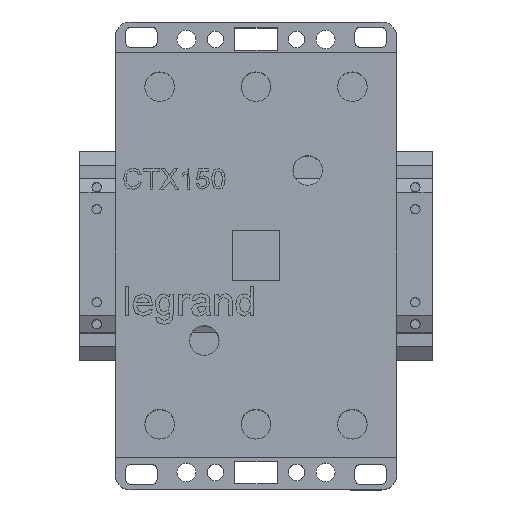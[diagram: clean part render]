
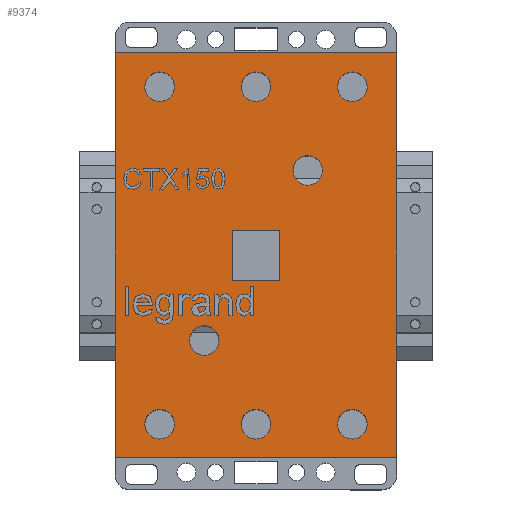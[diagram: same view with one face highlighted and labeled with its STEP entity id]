
A CAD part, top view. The second image highlights one B-rep face of the part: STEP entity #9374.
In plain terms, the highlighted planar face has unit normal (0, 0, 1).
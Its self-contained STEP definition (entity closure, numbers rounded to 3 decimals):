
#143=FACE_BOUND('',#1603,.T.);
#144=FACE_BOUND('',#1604,.T.);
#145=FACE_BOUND('',#1605,.T.);
#146=FACE_BOUND('',#1606,.T.);
#147=FACE_BOUND('',#1607,.T.);
#148=FACE_BOUND('',#1608,.T.);
#149=FACE_BOUND('',#1609,.T.);
#150=FACE_BOUND('',#1610,.T.);
#151=FACE_BOUND('',#1611,.T.);
#552=PLANE('',#10063);
#1037=FACE_OUTER_BOUND('',#1602,.T.);
#1602=EDGE_LOOP('',(#8782,#8783,#8784,#8785));
#1603=EDGE_LOOP('',(#8786,#8787));
#1604=EDGE_LOOP('',(#8788,#8789));
#1605=EDGE_LOOP('',(#8790,#8791));
#1606=EDGE_LOOP('',(#8792,#8793));
#1607=EDGE_LOOP('',(#8794,#8795));
#1608=EDGE_LOOP('',(#8796,#8797));
#1609=EDGE_LOOP('',(#8798,#8799,#8800,#8801));
#1610=EDGE_LOOP('',(#8802,#8803));
#1611=EDGE_LOOP('',(#8804,#8805));
#2480=LINE('',#14594,#3610);
#2484=LINE('',#14602,#3614);
#2487=LINE('',#14608,#3617);
#2490=LINE('',#14613,#3620);
#2728=LINE('',#15142,#3858);
#2733=LINE('',#15151,#3863);
#2736=LINE('',#15161,#3866);
#2740=LINE('',#15167,#3870);
#3610=VECTOR('',#11991,304.8);
#3614=VECTOR('',#11997,304.8);
#3617=VECTOR('',#12002,304.8);
#3620=VECTOR('',#12007,304.8);
#3858=VECTOR('',#12479,304.8);
#3863=VECTOR('',#12486,304.8);
#3866=VECTOR('',#12499,304.8);
#3870=VECTOR('',#12505,304.8);
#4000=CIRCLE('',#9918,5.);
#4002=CIRCLE('',#9922,5.);
#4004=CIRCLE('',#9926,5.);
#4006=CIRCLE('',#9930,5.);
#4008=CIRCLE('',#9938,5.);
#4010=CIRCLE('',#9941,5.);
#4012=CIRCLE('',#9944,5.);
#4014=CIRCLE('',#9947,5.);
#4016=CIRCLE('',#9950,5.);
#4018=CIRCLE('',#9953,5.);
#4020=CIRCLE('',#9956,5.);
#4022=CIRCLE('',#9959,5.);
#4024=CIRCLE('',#9962,5.);
#4026=CIRCLE('',#9965,5.);
#4028=CIRCLE('',#9968,5.);
#4030=CIRCLE('',#9971,5.);
#4696=VERTEX_POINT('',#14552);
#4697=VERTEX_POINT('',#14553);
#4704=VERTEX_POINT('',#14572);
#4705=VERTEX_POINT('',#14573);
#4712=VERTEX_POINT('',#14592);
#4713=VERTEX_POINT('',#14593);
#4716=VERTEX_POINT('',#14601);
#4718=VERTEX_POINT('',#14607);
#4720=VERTEX_POINT('',#14616);
#4721=VERTEX_POINT('',#14617);
#4724=VERTEX_POINT('',#14628);
#4725=VERTEX_POINT('',#14629);
#4728=VERTEX_POINT('',#14640);
#4729=VERTEX_POINT('',#14641);
#4732=VERTEX_POINT('',#14652);
#4733=VERTEX_POINT('',#14653);
#4736=VERTEX_POINT('',#14664);
#4737=VERTEX_POINT('',#14665);
#4740=VERTEX_POINT('',#14676);
#4741=VERTEX_POINT('',#14677);
#4892=VERTEX_POINT('',#15140);
#4893=VERTEX_POINT('',#15141);
#4896=VERTEX_POINT('',#15150);
#4898=VERTEX_POINT('',#15160);
#5896=EDGE_CURVE('',#4696,#4697,#4000,.T.);
#5902=EDGE_CURVE('',#4697,#4696,#4002,.T.);
#5906=EDGE_CURVE('',#4704,#4705,#4004,.T.);
#5912=EDGE_CURVE('',#4705,#4704,#4006,.T.);
#5916=EDGE_CURVE('',#4712,#4713,#2480,.T.);
#5920=EDGE_CURVE('',#4716,#4712,#2484,.T.);
#5923=EDGE_CURVE('',#4718,#4716,#2487,.T.);
#5926=EDGE_CURVE('',#4713,#4718,#2490,.T.);
#5928=EDGE_CURVE('',#4720,#4721,#4008,.T.);
#5932=EDGE_CURVE('',#4721,#4720,#4010,.T.);
#5934=EDGE_CURVE('',#4724,#4725,#4012,.T.);
#5938=EDGE_CURVE('',#4725,#4724,#4014,.T.);
#5940=EDGE_CURVE('',#4728,#4729,#4016,.T.);
#5944=EDGE_CURVE('',#4729,#4728,#4018,.T.);
#5946=EDGE_CURVE('',#4732,#4733,#4020,.T.);
#5950=EDGE_CURVE('',#4733,#4732,#4022,.T.);
#5952=EDGE_CURVE('',#4736,#4737,#4024,.T.);
#5956=EDGE_CURVE('',#4737,#4736,#4026,.T.);
#5958=EDGE_CURVE('',#4740,#4741,#4028,.T.);
#5962=EDGE_CURVE('',#4741,#4740,#4030,.T.);
#6188=EDGE_CURVE('',#4892,#4893,#2728,.T.);
#6193=EDGE_CURVE('',#4896,#4892,#2733,.T.);
#6196=EDGE_CURVE('',#4898,#4896,#2736,.T.);
#6200=EDGE_CURVE('',#4893,#4898,#2740,.T.);
#8782=ORIENTED_EDGE('',*,*,#6200,.T.);
#8783=ORIENTED_EDGE('',*,*,#6196,.T.);
#8784=ORIENTED_EDGE('',*,*,#6193,.T.);
#8785=ORIENTED_EDGE('',*,*,#6188,.T.);
#8786=ORIENTED_EDGE('',*,*,#5962,.T.);
#8787=ORIENTED_EDGE('',*,*,#5958,.T.);
#8788=ORIENTED_EDGE('',*,*,#5956,.T.);
#8789=ORIENTED_EDGE('',*,*,#5952,.T.);
#8790=ORIENTED_EDGE('',*,*,#5950,.T.);
#8791=ORIENTED_EDGE('',*,*,#5946,.T.);
#8792=ORIENTED_EDGE('',*,*,#5944,.T.);
#8793=ORIENTED_EDGE('',*,*,#5940,.T.);
#8794=ORIENTED_EDGE('',*,*,#5938,.T.);
#8795=ORIENTED_EDGE('',*,*,#5934,.T.);
#8796=ORIENTED_EDGE('',*,*,#5932,.T.);
#8797=ORIENTED_EDGE('',*,*,#5928,.T.);
#8798=ORIENTED_EDGE('',*,*,#5926,.T.);
#8799=ORIENTED_EDGE('',*,*,#5923,.T.);
#8800=ORIENTED_EDGE('',*,*,#5920,.T.);
#8801=ORIENTED_EDGE('',*,*,#5916,.T.);
#8802=ORIENTED_EDGE('',*,*,#5912,.T.);
#8803=ORIENTED_EDGE('',*,*,#5906,.T.);
#8804=ORIENTED_EDGE('',*,*,#5902,.T.);
#8805=ORIENTED_EDGE('',*,*,#5896,.T.);
#9374=ADVANCED_FACE('',(#1037,#143,#144,#145,#146,#147,#148,#149,#150,#151),
#552,.T.);
#9918=AXIS2_PLACEMENT_3D('',#14554,#11951,#11952);
#9922=AXIS2_PLACEMENT_3D('',#14565,#11962,#11963);
#9926=AXIS2_PLACEMENT_3D('',#14574,#11971,#11972);
#9930=AXIS2_PLACEMENT_3D('',#14585,#11982,#11983);
#9938=AXIS2_PLACEMENT_3D('',#14618,#12011,#12012);
#9941=AXIS2_PLACEMENT_3D('',#14625,#12019,#12020);
#9944=AXIS2_PLACEMENT_3D('',#14630,#12025,#12026);
#9947=AXIS2_PLACEMENT_3D('',#14637,#12033,#12034);
#9950=AXIS2_PLACEMENT_3D('',#14642,#12039,#12040);
#9953=AXIS2_PLACEMENT_3D('',#14649,#12047,#12048);
#9956=AXIS2_PLACEMENT_3D('',#14654,#12053,#12054);
#9959=AXIS2_PLACEMENT_3D('',#14661,#12061,#12062);
#9962=AXIS2_PLACEMENT_3D('',#14666,#12067,#12068);
#9965=AXIS2_PLACEMENT_3D('',#14673,#12075,#12076);
#9968=AXIS2_PLACEMENT_3D('',#14678,#12081,#12082);
#9971=AXIS2_PLACEMENT_3D('',#14685,#12089,#12090);
#10063=AXIS2_PLACEMENT_3D('',#15171,#12511,#12512);
#11951=DIRECTION('center_axis',(0.,0.,-1.));
#11952=DIRECTION('ref_axis',(0.,1.,0.));
#11962=DIRECTION('center_axis',(0.,0.,-1.));
#11963=DIRECTION('ref_axis',(0.,1.,0.));
#11971=DIRECTION('center_axis',(0.,0.,-1.));
#11972=DIRECTION('ref_axis',(0.,1.,0.));
#11982=DIRECTION('center_axis',(0.,0.,-1.));
#11983=DIRECTION('ref_axis',(0.,1.,0.));
#11991=DIRECTION('',(1.,0.,0.));
#11997=DIRECTION('',(0.,1.,0.));
#12002=DIRECTION('',(-1.,0.,0.));
#12007=DIRECTION('',(0.,-1.,0.));
#12011=DIRECTION('center_axis',(0.,0.,-1.));
#12012=DIRECTION('ref_axis',(0.,1.,0.));
#12019=DIRECTION('center_axis',(0.,0.,-1.));
#12020=DIRECTION('ref_axis',(0.,1.,0.));
#12025=DIRECTION('center_axis',(0.,0.,-1.));
#12026=DIRECTION('ref_axis',(0.,1.,0.));
#12033=DIRECTION('center_axis',(0.,0.,-1.));
#12034=DIRECTION('ref_axis',(0.,1.,0.));
#12039=DIRECTION('center_axis',(0.,0.,-1.));
#12040=DIRECTION('ref_axis',(0.,1.,0.));
#12047=DIRECTION('center_axis',(0.,0.,-1.));
#12048=DIRECTION('ref_axis',(0.,1.,0.));
#12053=DIRECTION('center_axis',(0.,0.,-1.));
#12054=DIRECTION('ref_axis',(0.,1.,0.));
#12061=DIRECTION('center_axis',(0.,0.,-1.));
#12062=DIRECTION('ref_axis',(0.,1.,0.));
#12067=DIRECTION('center_axis',(0.,0.,-1.));
#12068=DIRECTION('ref_axis',(0.,1.,0.));
#12075=DIRECTION('center_axis',(0.,0.,-1.));
#12076=DIRECTION('ref_axis',(0.,1.,0.));
#12081=DIRECTION('center_axis',(0.,0.,-1.));
#12082=DIRECTION('ref_axis',(0.,1.,0.));
#12089=DIRECTION('center_axis',(0.,0.,-1.));
#12090=DIRECTION('ref_axis',(0.,1.,0.));
#12479=DIRECTION('',(0.,1.,0.));
#12486=DIRECTION('',(1.,0.,0.));
#12499=DIRECTION('',(0.,-1.,0.));
#12505=DIRECTION('',(-1.,0.,0.));
#12511=DIRECTION('center_axis',(0.,0.,1.));
#12512=DIRECTION('ref_axis',(-1.,0.,0.));
#14552=CARTESIAN_POINT('',(-17.461,-23.731,130.));
#14553=CARTESIAN_POINT('',(-17.461,-33.731,130.));
#14554=CARTESIAN_POINT('Origin',(-17.461,-28.731,130.));
#14565=CARTESIAN_POINT('Origin',(-17.461,-28.731,130.));
#14572=CARTESIAN_POINT('',(17.461,33.731,130.));
#14573=CARTESIAN_POINT('',(17.461,23.731,130.));
#14574=CARTESIAN_POINT('Origin',(17.461,28.731,130.));
#14585=CARTESIAN_POINT('Origin',(17.461,28.731,130.));
#14592=CARTESIAN_POINT('',(-8.016,8.496,130.));
#14593=CARTESIAN_POINT('',(8.016,8.496,130.));
#14594=CARTESIAN_POINT('',(-8.016,8.496,130.));
#14601=CARTESIAN_POINT('',(-8.016,-8.496,130.));
#14602=CARTESIAN_POINT('',(-8.016,-8.496,130.));
#14607=CARTESIAN_POINT('',(8.016,-8.496,130.));
#14608=CARTESIAN_POINT('',(8.016,-8.496,130.));
#14613=CARTESIAN_POINT('',(8.016,8.496,130.));
#14616=CARTESIAN_POINT('',(32.539,-52.,130.));
#14617=CARTESIAN_POINT('',(32.539,-62.,130.));
#14618=CARTESIAN_POINT('Origin',(32.539,-57.,130.));
#14625=CARTESIAN_POINT('Origin',(32.539,-57.,130.));
#14628=CARTESIAN_POINT('',(0.,-52.,130.));
#14629=CARTESIAN_POINT('',(0.,-62.,130.));
#14630=CARTESIAN_POINT('Origin',(0.,-57.,
130.));
#14637=CARTESIAN_POINT('Origin',(0.,-57.,
130.));
#14640=CARTESIAN_POINT('',(-32.539,-52.,130.));
#14641=CARTESIAN_POINT('',(-32.539,-62.,130.));
#14642=CARTESIAN_POINT('Origin',(-32.539,-57.,130.));
#14649=CARTESIAN_POINT('Origin',(-32.539,-57.,130.));
#14652=CARTESIAN_POINT('',(32.539,62.,130.));
#14653=CARTESIAN_POINT('',(32.539,52.,130.));
#14654=CARTESIAN_POINT('Origin',(32.539,57.,130.));
#14661=CARTESIAN_POINT('Origin',(32.539,57.,130.));
#14664=CARTESIAN_POINT('',(0.,62.,130.));
#14665=CARTESIAN_POINT('',(0.,52.,130.));
#14666=CARTESIAN_POINT('Origin',(0.,57.,
130.));
#14673=CARTESIAN_POINT('Origin',(0.,57.,
130.));
#14676=CARTESIAN_POINT('',(-32.539,62.,130.));
#14677=CARTESIAN_POINT('',(-32.539,52.,130.));
#14678=CARTESIAN_POINT('Origin',(-32.539,57.,130.));
#14685=CARTESIAN_POINT('Origin',(-32.539,57.,130.));
#15140=CARTESIAN_POINT('',(47.5,-68.221,130.));
#15141=CARTESIAN_POINT('',(47.5,68.524,130.));
#15142=CARTESIAN_POINT('',(47.5,-68.221,130.));
#15150=CARTESIAN_POINT('',(-47.5,-68.221,130.));
#15151=CARTESIAN_POINT('',(-47.5,-68.221,130.));
#15160=CARTESIAN_POINT('',(-47.5,68.524,130.));
#15161=CARTESIAN_POINT('',(-47.5,68.524,130.));
#15167=CARTESIAN_POINT('',(47.5,68.524,130.));
#15171=CARTESIAN_POINT('Origin',(-47.5,68.524,130.));
